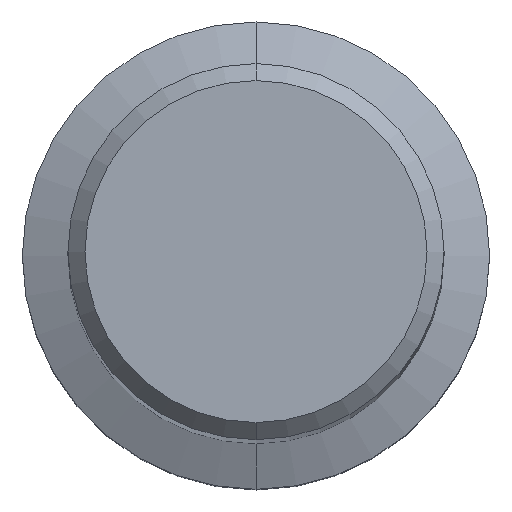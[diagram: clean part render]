
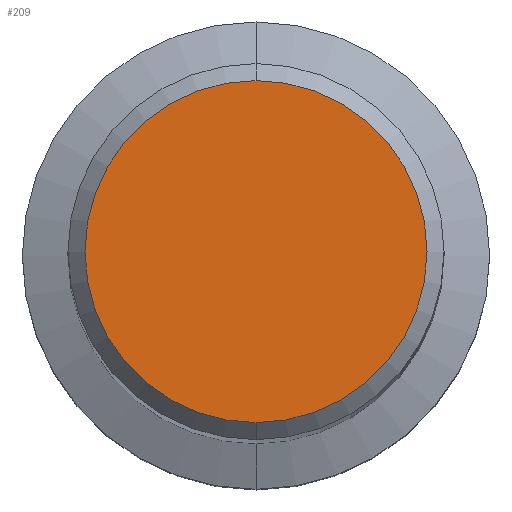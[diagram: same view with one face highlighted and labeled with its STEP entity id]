
A CAD part, top view. The second image highlights one B-rep face of the part: STEP entity #209.
In plain terms, the highlighted planar face has unit normal (0, 0, 1).
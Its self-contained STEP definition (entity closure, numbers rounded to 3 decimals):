
#209=ADVANCED_FACE('',(#564),#565,.T.);
#235=VERTEX_POINT('',#594);
#307=VERTEX_POINT('',#671);
#441=EDGE_CURVE('',#235,#307,#820,.T.);
#469=EDGE_CURVE('',#307,#235,#853,.T.);
#564=FACE_OUTER_BOUND('',#979,.T.);
#565=PLANE('',#980);
#594=CARTESIAN_POINT('',(0.,-8.05,0.0));
#671=CARTESIAN_POINT('',(0.0,8.05,0.0));
#820=CIRCLE('',#1535,8.05);
#853=CIRCLE('',#1584,8.05);
#979=EDGE_LOOP('',(#1710,#1711));
#980=AXIS2_PLACEMENT_3D('',#1712,#1713,#1714);
#1535=AXIS2_PLACEMENT_3D('',#1989,#1990,#1991);
#1584=AXIS2_PLACEMENT_3D('',#2046,#2047,#2048);
#1710=ORIENTED_EDGE('',*,*,#469,.F.);
#1711=ORIENTED_EDGE('',*,*,#441,.F.);
#1712=CARTESIAN_POINT('',(0.0,4.025,0.0));
#1713=DIRECTION('',(-0.0,0.0,1.0));
#1714=DIRECTION('',(0.0,-1.0,0.0));
#1989=CARTESIAN_POINT('',(0.0,0.0,0.0));
#1990=DIRECTION('',(0.0,0.0,-1.0));
#1991=DIRECTION('',(0.0,1.0,0.0));
#2046=CARTESIAN_POINT('',(0.0,0.0,0.0));
#2047=DIRECTION('',(0.0,0.0,-1.0));
#2048=DIRECTION('',(0.0,1.0,0.0));
